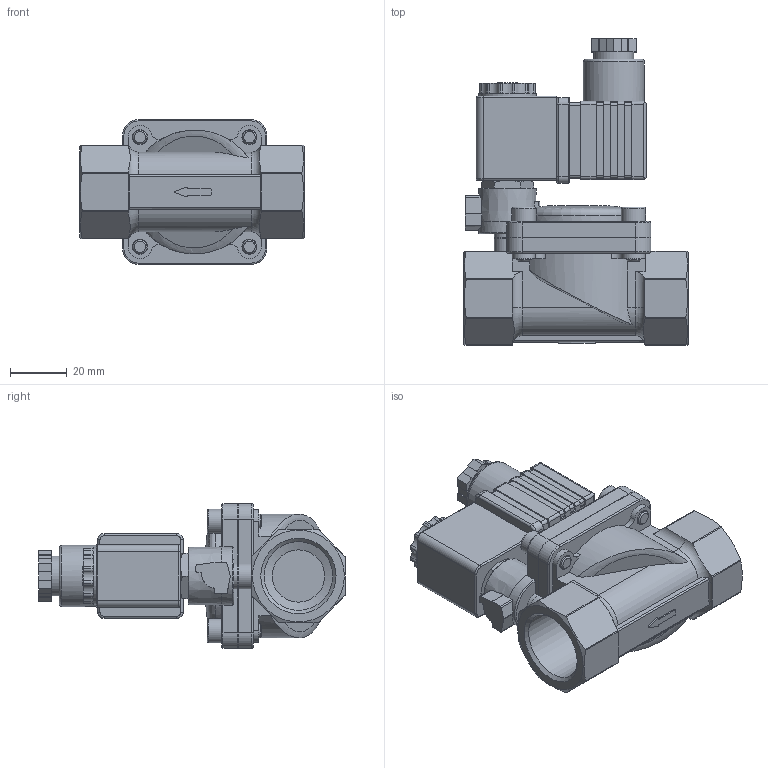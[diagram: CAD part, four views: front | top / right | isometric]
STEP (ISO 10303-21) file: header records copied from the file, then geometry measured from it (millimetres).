
FILE_DESCRIPTION((''),'2;1');
FILE_NAME('ES2A19F020H23050.stp','2022-01-25T14:26:42',('RL'),(''),'Autodesk Inventor 2012','Autodesk Inventor 2012','');
FILE_SCHEMA(('AUTOMOTIVE_DESIGN { 1 0 10303 214 1 1 1 1 }'));
Length unit declared in the file: millimetre
Products named in the file (3): ES2A19F020H230/50; ES2A19E020H23050; GDA09
Assembly tree (2 placements, depth 2):
  ES2A19F020H230/50
    ES2A19E020H23050
    GDA09
Bounding box: 78.8 x 107.75 x 50.9 mm (x, y, z)
Volume: 137225 mm3; surface area: 36700.6 mm2
Topology: 3 solids, 3 shells, 608 faces, 1588 edges, 1028 vertices
Faces by surface type: plane 327, cylinder 215, torus 35, cone 31
Full cylindrical faces by diameter (mm): 1.7 x3, 2.459 x1, 3 x1, 3.2 x1, 5 x4, 5.5 x1, 6.6 x2, 6.9 x1, 7 x1, 8.5 x5, 10.5 x1, 14 x1, 18.4 x2, 20.2 x1, 21.5 x1, 22 x1, 24.117 x2
Entity records: 19225 total; most frequent: CARTESIAN_POINT 3914, DIRECTION 3095, ORIENTED_EDGE 3044, EDGE_CURVE 1522, AXIS2_PLACEMENT_3D 1082, VERTEX_POINT 1016, VECTOR 931, LINE 931
